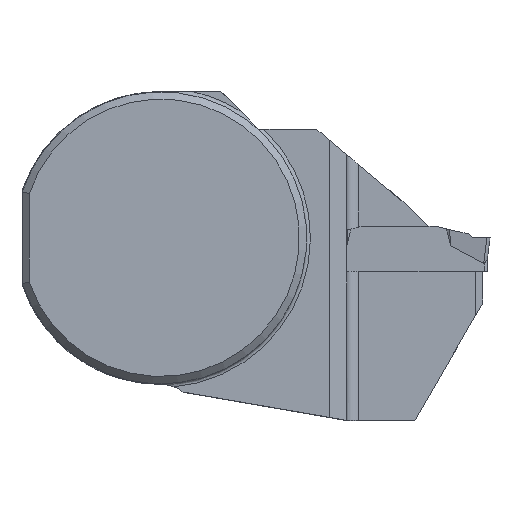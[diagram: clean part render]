
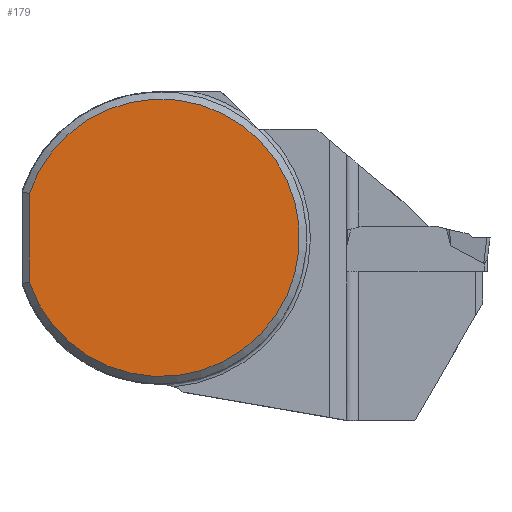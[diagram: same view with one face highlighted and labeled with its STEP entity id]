
A CAD part, top view. The second image highlights one B-rep face of the part: STEP entity #179.
In plain terms, the highlighted planar face has unit normal (0, 0, 1).
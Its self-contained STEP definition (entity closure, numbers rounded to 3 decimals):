
#124=PLANE('',#1449);
#179=ADVANCED_FACE('',(#255),#124,.F.);
#255=FACE_OUTER_BOUND('',#322,.T.);
#322=EDGE_LOOP('',(#694,#695));
#400=LINE('',#1917,#541);
#541=VECTOR('',#1570,1.);
#694=ORIENTED_EDGE('',*,*,#1189,.F.);
#695=ORIENTED_EDGE('',*,*,#1190,.T.);
#1066=VERTEX_POINT('',#1918);
#1067=VERTEX_POINT('',#1919);
#1189=EDGE_CURVE('',#1066,#1067,#400,.T.);
#1190=EDGE_CURVE('',#1066,#1067,#1367,.T.);
#1367=CIRCLE('',#1448,19.);
#1448=AXIS2_PLACEMENT_3D('',#1920,#1571,#1572);
#1449=AXIS2_PLACEMENT_3D('',#1921,#1573,#1574);
#1570=DIRECTION('',(0.,1.,0.));
#1571=DIRECTION('',(0.,0.,1.));
#1572=DIRECTION('',(1.,0.,0.));
#1573=DIRECTION('',(0.,0.,-1.));
#1574=DIRECTION('',(1.,0.,0.));
#1917=CARTESIAN_POINT('',(-18.,0.,0.325));
#1918=CARTESIAN_POINT('',(-18.,-6.083,0.325));
#1919=CARTESIAN_POINT('',(-18.,6.083,0.325));
#1920=CARTESIAN_POINT('',(0.,0.,0.325));
#1921=CARTESIAN_POINT('',(0.,0.,0.325));
